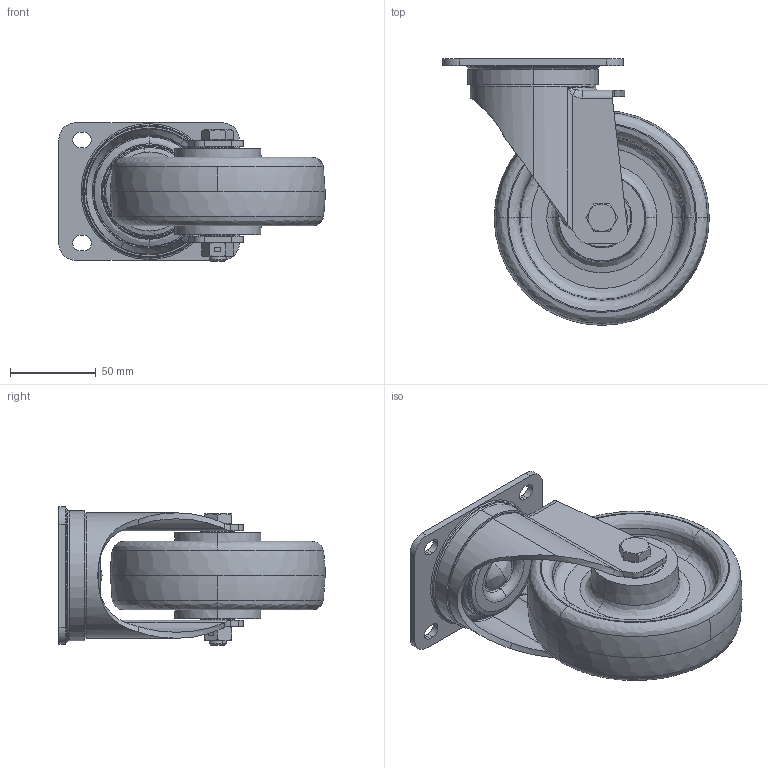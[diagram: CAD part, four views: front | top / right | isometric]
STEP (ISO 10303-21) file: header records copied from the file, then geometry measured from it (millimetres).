
FILE_DESCRIPTION (( 'STEP AP214' ), '1' );
FILE_NAME ('0021073_L-IM-PAM-125-K-3.STEP', '2015-06-16T09:37:47', ( '' ), ( '' ), 'SwSTEP 2.0', 'SolidWorks 2014', '' );
FILE_SCHEMA (( 'AUTOMOTIVE_DESIGN' ));
Length unit declared in the file: millimetre
Products named in the file (1): 0021073_L-IM-PAM-125-K-3
Bounding box: 155 x 155 x 80.5 mm (x, y, z)
Volume: 446111.3 mm3; surface area: 150332.1 mm2
Topology: 23 solids, 23 shells, 779 faces, 1841 edges, 1150 vertices
Faces by surface type: plane 332, cylinder 200, bspline 111, cone 94, torus 42
Entity records: 36800 total; most frequent: CARTESIAN_POINT 10003, DIRECTION 3826, ORIENTED_EDGE 3674, EDGE_CURVE 1837, AXIS2_PLACEMENT_3D 1430, VERTEX_POINT 1150, VECTOR 966, LINE 966
